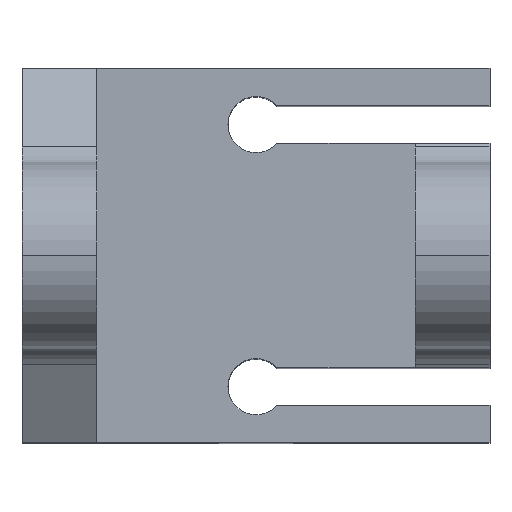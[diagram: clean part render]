
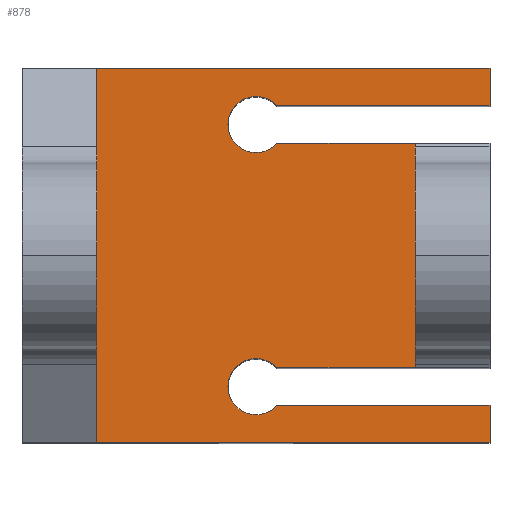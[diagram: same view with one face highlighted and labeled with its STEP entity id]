
A CAD part, top view. The second image highlights one B-rep face of the part: STEP entity #878.
In plain terms, the highlighted planar face has unit normal (0, 0, 1).
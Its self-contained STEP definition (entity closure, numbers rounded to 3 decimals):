
#17 = DIRECTION ( 'NONE',  ( -1., 0., 0. ) ) ;
#35 = CARTESIAN_POINT ( 'NONE',  ( 0., -7., 15. ) ) ;
#45 = CARTESIAN_POINT ( 'NONE',  ( 12.5, 10., 15. ) ) ;
#50 = EDGE_CURVE ( 'NONE', #801, #1542, #1589, .T. ) ;
#64 = VECTOR ( 'NONE', #223, 1000. ) ;
#82 = ORIENTED_EDGE ( 'NONE', *, *, #838, .F. ) ;
#87 = EDGE_CURVE ( 'NONE', #1417, #401, #1660, .T. ) ;
#103 = EDGE_CURVE ( 'NONE', #1105, #562, #1144, .T. ) ;
#110 = VECTOR ( 'NONE', #534, 1000. ) ;
#209 = ORIENTED_EDGE ( 'NONE', *, *, #586, .T. ) ;
#212 = VERTEX_POINT ( 'NONE', #1087 ) ;
#223 = DIRECTION ( 'NONE',  ( 1., 0., 0. ) ) ;
#228 = EDGE_CURVE ( 'NONE', #1577, #821, #798, .T. ) ;
#236 = CARTESIAN_POINT ( 'NONE',  ( 0., 6., 15. ) ) ;
#260 = CARTESIAN_POINT ( 'NONE',  ( 12.5, 10., 15. ) ) ;
#266 = VECTOR ( 'NONE', #794, 1000. ) ;
#286 = LINE ( 'NONE', #1441, #266 ) ;
#287 = ORIENTED_EDGE ( 'NONE', *, *, #1302, .F. ) ;
#292 = CARTESIAN_POINT ( 'NONE',  ( 0., 7., 15. ) ) ;
#339 = DIRECTION ( 'NONE',  ( -1., 0., 0. ) ) ;
#347 = CARTESIAN_POINT ( 'NONE',  ( 8.5, -6., 15. ) ) ;
#350 = CIRCLE ( 'NONE', #1180, 1.5 ) ;
#353 = ORIENTED_EDGE ( 'NONE', *, *, #490, .T. ) ;
#361 = CIRCLE ( 'NONE', #1306, 1.5 ) ;
#392 = VECTOR ( 'NONE', #1594, 1000. ) ;
#397 = DIRECTION ( 'NONE',  ( 0., 0., -1. ) ) ;
#401 = VERTEX_POINT ( 'NONE', #260 ) ;
#421 = VERTEX_POINT ( 'NONE', #1026 ) ;
#427 = AXIS2_PLACEMENT_3D ( 'NONE', #457, #1498, #452 ) ;
#439 = ORIENTED_EDGE ( 'NONE', *, *, #228, .T. ) ;
#452 = DIRECTION ( 'NONE',  ( -1., 0., 0. ) ) ;
#457 = CARTESIAN_POINT ( 'NONE',  ( 0., 7., 15. ) ) ;
#490 = EDGE_CURVE ( 'NONE', #1070, #801, #997, .T. ) ;
#502 = AXIS2_PLACEMENT_3D ( 'NONE', #1416, #1276, #522 ) ;
#507 = ORIENTED_EDGE ( 'NONE', *, *, #87, .T. ) ;
#517 = DIRECTION ( 'NONE',  ( 1., 0., 0. ) ) ;
#522 = DIRECTION ( 'NONE',  ( -1., 0., 0. ) ) ;
#534 = DIRECTION ( 'NONE',  ( 1., 0., 0. ) ) ;
#544 = ORIENTED_EDGE ( 'NONE', *, *, #103, .T. ) ;
#552 = CARTESIAN_POINT ( 'NONE',  ( 12.5, 8., 15. ) ) ;
#559 = DIRECTION ( 'NONE',  ( 0., 0., -1. ) ) ;
#562 = VERTEX_POINT ( 'NONE', #1317 ) ;
#576 = CARTESIAN_POINT ( 'NONE',  ( -8.5, -10., 15. ) ) ;
#586 = EDGE_CURVE ( 'NONE', #421, #1070, #361, .T. ) ;
#602 = CARTESIAN_POINT ( 'NONE',  ( 0., -7., 15. ) ) ;
#653 = ORIENTED_EDGE ( 'NONE', *, *, #1014, .T. ) ;
#654 = CARTESIAN_POINT ( 'NONE',  ( 0., 8., 15. ) ) ;
#660 = VECTOR ( 'NONE', #928, 1000. ) ;
#668 = LINE ( 'NONE', #1598, #706 ) ;
#669 = VERTEX_POINT ( 'NONE', #1361 ) ;
#680 = DIRECTION ( 'NONE',  ( 0., 1., 0. ) ) ;
#682 = VERTEX_POINT ( 'NONE', #1486 ) ;
#692 = ORIENTED_EDGE ( 'NONE', *, *, #1456, .T. ) ;
#694 = CARTESIAN_POINT ( 'NONE',  ( 0., -6., 15. ) ) ;
#706 = VECTOR ( 'NONE', #1197, 1000. ) ;
#711 = VERTEX_POINT ( 'NONE', #970 ) ;
#733 = CARTESIAN_POINT ( 'NONE',  ( 12.5, 10., 15. ) ) ;
#742 = ORIENTED_EDGE ( 'NONE', *, *, #1124, .F. ) ;
#752 = PLANE ( 'NONE',  #502 ) ;
#779 = CARTESIAN_POINT ( 'NONE',  ( 1.118, -6., 15. ) ) ;
#794 = DIRECTION ( 'NONE',  ( 0., 1., 0. ) ) ;
#798 = LINE ( 'NONE', #1681, #1470 ) ;
#801 = VERTEX_POINT ( 'NONE', #347 ) ;
#821 = VERTEX_POINT ( 'NONE', #1140 ) ;
#838 = EDGE_CURVE ( 'NONE', #1105, #1542, #1082, .T. ) ;
#878 = ADVANCED_FACE ( 'NONE', ( #1651 ), #752, .F. ) ;
#883 = EDGE_LOOP ( 'NONE', ( #544, #1119, #692, #507, #1384, #742, #439, #653, #287, #1307, #209, #353, #1296, #82 ) ) ;
#928 = DIRECTION ( 'NONE',  ( 0., 1., 0. ) ) ;
#970 = CARTESIAN_POINT ( 'NONE',  ( 12.5, -8., 15. ) ) ;
#986 = CIRCLE ( 'NONE', #1467, 1.5 ) ;
#997 = LINE ( 'NONE', #694, #392 ) ;
#1014 = EDGE_CURVE ( 'NONE', #821, #711, #286, .T. ) ;
#1026 = CARTESIAN_POINT ( 'NONE',  ( -1.5, -7., 15. ) ) ;
#1038 = CARTESIAN_POINT ( 'NONE',  ( 1.118, 6., 15. ) ) ;
#1047 = CARTESIAN_POINT ( 'NONE',  ( 8.5, 6., 15. ) ) ;
#1070 = VERTEX_POINT ( 'NONE', #779 ) ;
#1082 = LINE ( 'NONE', #236, #64 ) ;
#1087 = CARTESIAN_POINT ( 'NONE',  ( 1.118, -8., 15. ) ) ;
#1090 = CARTESIAN_POINT ( 'NONE',  ( 14.638, -8., 15. ) ) ;
#1096 = EDGE_CURVE ( 'NONE', #562, #682, #350, .T. ) ;
#1105 = VERTEX_POINT ( 'NONE', #1038 ) ;
#1119 = ORIENTED_EDGE ( 'NONE', *, *, #1096, .T. ) ;
#1124 = EDGE_CURVE ( 'NONE', #1577, #669, #668, .T. ) ;
#1140 = CARTESIAN_POINT ( 'NONE',  ( 12.5, -10., 15. ) ) ;
#1144 = CIRCLE ( 'NONE', #427, 1.5 ) ;
#1166 = LINE ( 'NONE', #1090, #1336 ) ;
#1180 = AXIS2_PLACEMENT_3D ( 'NONE', #292, #397, #17 ) ;
#1197 = DIRECTION ( 'NONE',  ( 0., 1., 0. ) ) ;
#1210 = LINE ( 'NONE', #654, #110 ) ;
#1276 = DIRECTION ( 'NONE',  ( 0., 0., -1. ) ) ;
#1296 = ORIENTED_EDGE ( 'NONE', *, *, #50, .T. ) ;
#1302 = EDGE_CURVE ( 'NONE', #212, #711, #1166, .T. ) ;
#1306 = AXIS2_PLACEMENT_3D ( 'NONE', #35, #559, #1461 ) ;
#1307 = ORIENTED_EDGE ( 'NONE', *, *, #1659, .T. ) ;
#1317 = CARTESIAN_POINT ( 'NONE',  ( -1.5, 7., 15. ) ) ;
#1330 = CARTESIAN_POINT ( 'NONE',  ( 8.5, -10., 15. ) ) ;
#1336 = VECTOR ( 'NONE', #1624, 1000. ) ;
#1361 = CARTESIAN_POINT ( 'NONE',  ( -8.5, 10., 15. ) ) ;
#1384 = ORIENTED_EDGE ( 'NONE', *, *, #1387, .T. ) ;
#1387 = EDGE_CURVE ( 'NONE', #401, #669, #1520, .T. ) ;
#1416 = CARTESIAN_POINT ( 'NONE',  ( -8.5, -10., 15. ) ) ;
#1417 = VERTEX_POINT ( 'NONE', #552 ) ;
#1441 = CARTESIAN_POINT ( 'NONE',  ( 12.5, -10., 15. ) ) ;
#1456 = EDGE_CURVE ( 'NONE', #682, #1417, #1210, .T. ) ;
#1461 = DIRECTION ( 'NONE',  ( -1., 0., 0. ) ) ;
#1467 = AXIS2_PLACEMENT_3D ( 'NONE', #602, #1503, #339 ) ;
#1470 = VECTOR ( 'NONE', #517, 1000. ) ;
#1486 = CARTESIAN_POINT ( 'NONE',  ( 1.118, 8., 15. ) ) ;
#1498 = DIRECTION ( 'NONE',  ( 0., 0., -1. ) ) ;
#1503 = DIRECTION ( 'NONE',  ( 0., 0., -1. ) ) ;
#1520 = LINE ( 'NONE', #733, #1645 ) ;
#1542 = VERTEX_POINT ( 'NONE', #1047 ) ;
#1577 = VERTEX_POINT ( 'NONE', #576 ) ;
#1589 = LINE ( 'NONE', #1330, #660 ) ;
#1594 = DIRECTION ( 'NONE',  ( 1., 0., 0. ) ) ;
#1598 = CARTESIAN_POINT ( 'NONE',  ( -8.5, -10., 15. ) ) ;
#1611 = VECTOR ( 'NONE', #680, 1000. ) ;
#1624 = DIRECTION ( 'NONE',  ( 1., 0., 0. ) ) ;
#1645 = VECTOR ( 'NONE', #1654, 1000. ) ;
#1651 = FACE_OUTER_BOUND ( 'NONE', #883, .T. ) ;
#1654 = DIRECTION ( 'NONE',  ( -1., 0., 0. ) ) ;
#1659 = EDGE_CURVE ( 'NONE', #212, #421, #986, .T. ) ;
#1660 = LINE ( 'NONE', #45, #1611 ) ;
#1681 = CARTESIAN_POINT ( 'NONE',  ( 12.5, -10., 15. ) ) ;
